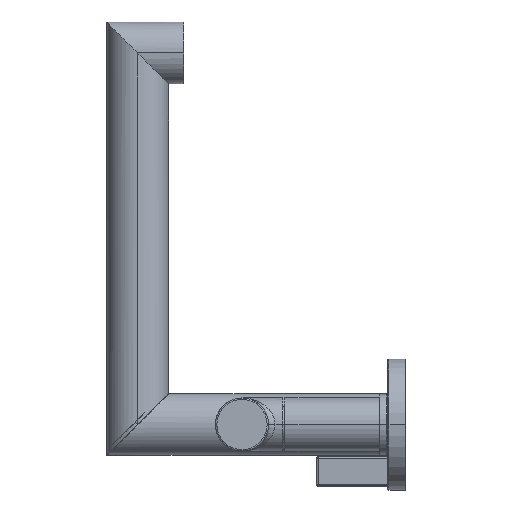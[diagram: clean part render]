
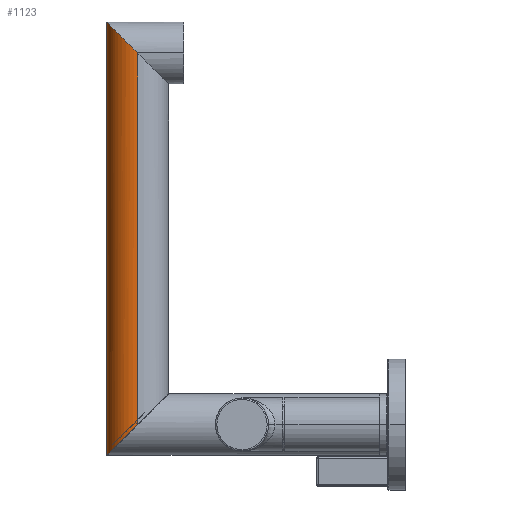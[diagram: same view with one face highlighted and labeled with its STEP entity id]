
A CAD part, left-side view. The second image highlights one B-rep face of the part: STEP entity #1123.
In plain terms, the highlighted cylindrical face has radius 11.113 mm (diameter 22.225 mm), a partial arc.
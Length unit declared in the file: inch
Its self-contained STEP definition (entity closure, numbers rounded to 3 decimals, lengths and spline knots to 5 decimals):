
#380=CARTESIAN_POINT('',(0.4375,3.78056,0.));
#381=CARTESIAN_POINT('',(0.4375,3.83212,-0.05156));
#382=CARTESIAN_POINT('',(0.41882,3.94356,
-0.163));
#383=CARTESIAN_POINT('',(0.33528,4.07308,
-0.29252));
#384=CARTESIAN_POINT('',(0.24081,4.14951,
-0.36894));
#385=CARTESIAN_POINT('',(0.16153,4.19027,
-0.40971));
#386=CARTESIAN_POINT('',(0.09302,4.20961,
-0.42905));
#387=CARTESIAN_POINT('',(0.03908,4.21692,
-0.43636));
#388=CARTESIAN_POINT('',(0.,4.21863,-0.43807));
#389=CARTESIAN_POINT('',(-0.03908,4.21692,
-0.43636));
#390=CARTESIAN_POINT('',(-0.09302,4.20961,
-0.42905));
#391=CARTESIAN_POINT('',(-0.16153,4.19027,
-0.40971));
#392=CARTESIAN_POINT('',(-0.24081,4.14951,
-0.36894));
#393=CARTESIAN_POINT('',(-0.33528,4.07308,
-0.29252));
#394=CARTESIAN_POINT('',(-0.41882,3.94356,
-0.163));
#395=CARTESIAN_POINT('',(-0.4375,3.83212,-0.05156));
#396=CARTESIAN_POINT('',(-0.4375,3.78056,0.));
#445=DIRECTION('',(0.,0.,-1.));
#446=VECTOR('',#445,5.25);
#447=CARTESIAN_POINT('',(0.4375,3.78056,5.25));
#448=LINE('',#447,#446);
#449=DIRECTION('',(0.,0.,1.));
#450=VECTOR('',#449,5.25);
#451=CARTESIAN_POINT('',(-0.4375,3.78056,0.));
#452=LINE('',#451,#450);
#461=CARTESIAN_POINT('',(0.4375,3.78056,5.25));
#462=CARTESIAN_POINT('',(0.4375,3.81068,5.28012));
#463=CARTESIAN_POINT('',(0.43138,3.86944,5.33888));
#464=CARTESIAN_POINT('',(0.40515,3.95291,5.42235));
#465=CARTESIAN_POINT('',(0.36526,4.0258,5.49524));
#466=CARTESIAN_POINT('',(0.31597,4.08627,5.55571));
#467=CARTESIAN_POINT('',(0.26113,4.1339,5.60334));
#468=CARTESIAN_POINT('',(0.20367,4.1696,5.63904));
#469=CARTESIAN_POINT('',(0.14533,4.19475,5.66419));
#470=CARTESIAN_POINT('',(0.08704,4.21068,5.68012));
#471=CARTESIAN_POINT('',(0.02896,4.21838,5.68782));
#472=CARTESIAN_POINT('',(-0.02896,4.21838,5.68782));
#473=CARTESIAN_POINT('',(-0.08704,4.21068,5.68012));
#474=CARTESIAN_POINT('',(-0.14533,4.19475,5.66419));
#475=CARTESIAN_POINT('',(-0.20367,4.1696,5.63904));
#476=CARTESIAN_POINT('',(-0.26113,4.1339,5.60334));
#477=CARTESIAN_POINT('',(-0.31597,4.08627,5.55571));
#478=CARTESIAN_POINT('',(-0.36526,4.0258,5.49524));
#479=CARTESIAN_POINT('',(-0.40515,3.95291,5.42235));
#480=CARTESIAN_POINT('',(-0.43138,3.86944,5.33887));
#481=CARTESIAN_POINT('',(-0.4375,3.81068,5.28012));
#482=CARTESIAN_POINT('',(-0.4375,3.78056,5.25));
#570=CARTESIAN_POINT('',(0.4375,3.78056,5.25));
#572=VERTEX_POINT('',#570);
#575=CARTESIAN_POINT('',(-0.4375,3.78056,5.25));
#577=VERTEX_POINT('',#575);
#578=VERTEX_POINT('',#380);
#579=VERTEX_POINT('',#396);
#1112=CARTESIAN_POINT('',(0.,3.78056,-0.4375));
#1113=DIRECTION('',(0.,0.,1.));
#1114=DIRECTION('',(1.,0.,0.));
#1115=AXIS2_PLACEMENT_3D('',#1112,#1113,#1114);
#1116=CYLINDRICAL_SURFACE('',#1115,0.4375);
#1117=ORIENTED_EDGE('',*,*,#1104,.T.);
#1118=ORIENTED_EDGE('',*,*,#1078,.F.);
#1119=ORIENTED_EDGE('',*,*,#1058,.F.);
#1120=ORIENTED_EDGE('',*,*,#1075,.F.);
#1121=EDGE_LOOP('',(#1117,#1118,#1119,#1120));
#1122=FACE_OUTER_BOUND('',#1121,.F.);
#1123=ADVANCED_FACE('',(#1122),#1116,.T.);
#397=B_SPLINE_CURVE_WITH_KNOTS('',3,(#380,#381,#382,#383,#384,#385,#386,#387,
#388,#389,#390,#391,#392,#393,#394,#395,#396),.UNSPECIFIED.,.F.,.F.,(4,1,1,1,1,
1,1,1,1,1,1,1,1,1,4),(0.,0.125,0.25,0.3125,0.375,0.4375,0.46875,
0.5,0.53125,0.5625,0.625,0.6875,0.75,0.875,1.),.UNSPECIFIED.);
#483=B_SPLINE_CURVE_WITH_KNOTS('',3,(#461,#462,#463,#464,#465,#466,#467,#468,
#469,#470,#471,#472,#473,#474,#475,#476,#477,#478,#479,#480,#481,#482),
.UNSPECIFIED.,.F.,.F.,(4,1,1,1,1,1,1,1,1,1,1,1,1,1,1,1,1,1,1,4),(0.,
0.05263,0.10526,0.15789,0.21053,
0.26316,0.31579,0.36842,0.42105,
0.47368,0.52632,0.57895,0.63158,
0.68421,0.73684,0.78947,0.84211,
0.89474,0.94737,1.),.UNSPECIFIED.);
#1058=EDGE_CURVE('',#578,#579,#397,.T.);
#1075=EDGE_CURVE('',#572,#578,#448,.T.);
#1078=EDGE_CURVE('',#579,#577,#452,.T.);
#1104=EDGE_CURVE('',#572,#577,#483,.T.);
